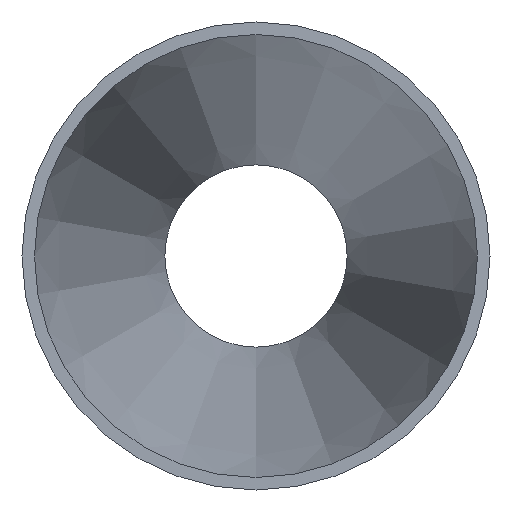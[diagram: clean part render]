
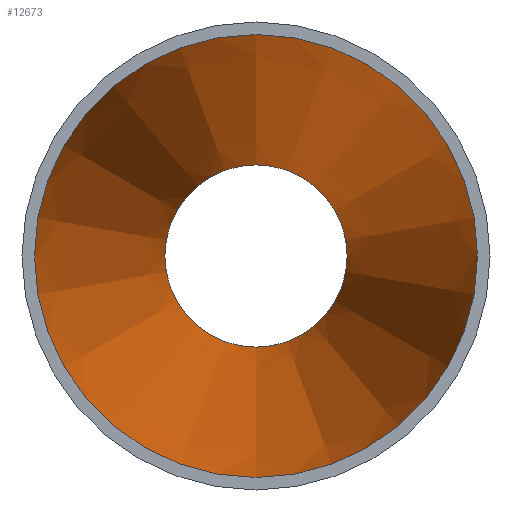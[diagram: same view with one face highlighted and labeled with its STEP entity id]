
A CAD part, front view. The second image highlights one B-rep face of the part: STEP entity #12673.
In plain terms, the highlighted conical face has half-angle 9.477 degrees and reference radius 36.022 mm.
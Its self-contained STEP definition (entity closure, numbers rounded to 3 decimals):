
#128 = ORIENTED_EDGE ( 'NONE', *, *, #9174, .T. ) ;
#258 = EDGE_LOOP ( 'NONE', ( #128 ) ) ;
#699 = ORIENTED_EDGE ( 'NONE', *, *, #15815, .F. ) ;
#984 = CIRCLE ( 'NONE', #4178, 14.822 ) ;
#2014 = CARTESIAN_POINT ( 'NONE',  ( 0., 127., 0. ) ) ;
#4178 = AXIS2_PLACEMENT_3D ( 'NONE', #2014, #5613, #12605 ) ;
#4277 = CARTESIAN_POINT ( 'NONE',  ( 0., 0., -36.022 ) ) ;
#4386 = VERTEX_POINT ( 'NONE', #4277 ) ;
#5203 = DIRECTION ( 'NONE',  ( 0., -1., 0. ) ) ;
#5613 = DIRECTION ( 'NONE',  ( 0., -1., 0. ) ) ;
#6085 = FACE_BOUND ( 'NONE', #22261, .T. ) ;
#8319 = DIRECTION ( 'NONE',  ( 0., -1., 0. ) ) ;
#9174 = EDGE_CURVE ( 'NONE', #4386, #4386, #11779, .T. ) ;
#9594 = FACE_OUTER_BOUND ( 'NONE', #258, .T. ) ;
#10855 = VERTEX_POINT ( 'NONE', #17711 ) ;
#11779 = CIRCLE ( 'NONE', #20455, 36.022 ) ;
#12437 = CONICAL_SURFACE ( 'NONE', #18916, 36.022, 0.165 ) ;
#12605 = DIRECTION ( 'NONE',  ( 0., 0., -1. ) ) ;
#12673 = ADVANCED_FACE ( 'NONE', ( #6085, #9594 ), #12437, .F. ) ;
#13911 = DIRECTION ( 'NONE',  ( 0., 0., -1. ) ) ;
#15435 = DIRECTION ( 'NONE',  ( 0., 0., -1. ) ) ;
#15815 = EDGE_CURVE ( 'NONE', #10855, #10855, #984, .T. ) ;
#17711 = CARTESIAN_POINT ( 'NONE',  ( 0., 127., -14.822 ) ) ;
#18150 = CARTESIAN_POINT ( 'NONE',  ( 0., 0., 0. ) ) ;
#18916 = AXIS2_PLACEMENT_3D ( 'NONE', #18150, #8319, #15435 ) ;
#20455 = AXIS2_PLACEMENT_3D ( 'NONE', #20697, #5203, #13911 ) ;
#20697 = CARTESIAN_POINT ( 'NONE',  ( 0., 0., 0. ) ) ;
#22261 = EDGE_LOOP ( 'NONE', ( #699 ) ) ;
